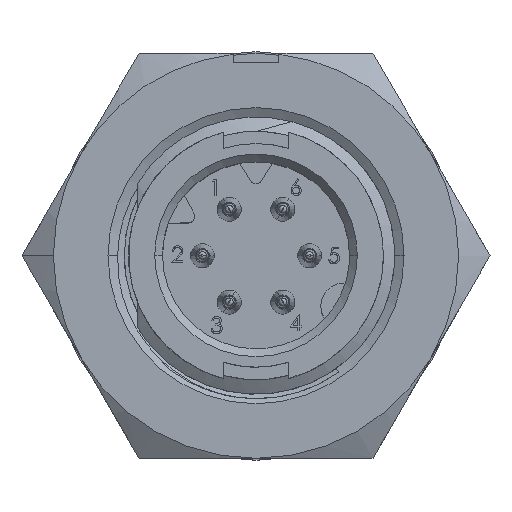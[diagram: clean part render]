
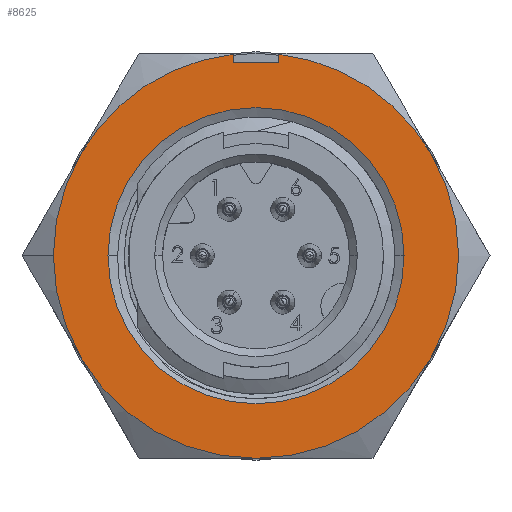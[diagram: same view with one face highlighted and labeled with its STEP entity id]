
A CAD part, top view. The second image highlights one B-rep face of the part: STEP entity #8625.
In plain terms, the highlighted planar face has unit normal (0, 0, 1).
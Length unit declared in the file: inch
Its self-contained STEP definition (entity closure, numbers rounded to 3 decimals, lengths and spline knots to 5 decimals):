
#4 = EDGE_CURVE ( 'NONE', #21245, #21349, #14673, .T. ) ;
#43 = VERTEX_POINT ( 'NONE', #16773 ) ;
#300 = AXIS2_PLACEMENT_3D ( 'NONE', #10067, #16640, #18941 ) ;
#348 = CIRCLE ( 'NONE', #21251, 0.31 ) ;
#662 = AXIS2_PLACEMENT_3D ( 'NONE', #11646, #17940, #24056 ) ;
#819 = EDGE_CURVE ( 'NONE', #6978, #5225, #13959, .T. ) ;
#833 = CARTESIAN_POINT ( 'NONE',  ( 0., 0., 0.4031 ) ) ;
#1118 = EDGE_CURVE ( 'NONE', #15452, #2083, #25717, .T. ) ;
#1308 = AXIS2_PLACEMENT_3D ( 'NONE', #3715, #8075, #10398 ) ;
#1686 = ORIENTED_EDGE ( 'NONE', *, *, #25839, .F. ) ;
#2083 = VERTEX_POINT ( 'NONE', #9538 ) ;
#2280 = DIRECTION ( 'NONE',  ( -1., 0., 0. ) ) ;
#2736 = EDGE_CURVE ( 'NONE', #43, #3950, #18658, .T. ) ;
#2985 = CARTESIAN_POINT ( 'NONE',  ( 0., 0., 0.4031 ) ) ;
#3095 = DIRECTION ( 'NONE',  ( 0., -1., 0. ) ) ;
#3223 = CARTESIAN_POINT ( 'NONE',  ( 0.2265, 0., 0.4031 ) ) ;
#3224 = CIRCLE ( 'NONE', #8020, 0.31 ) ;
#3254 = EDGE_CURVE ( 'NONE', #15693, #19791, #24448, .T. ) ;
#3610 = DIRECTION ( 'NONE',  ( -1., 0., 0. ) ) ;
#3715 = CARTESIAN_POINT ( 'NONE',  ( 0., 0., 0.4031 ) ) ;
#3845 = DIRECTION ( 'NONE',  ( 0., -1., 0. ) ) ;
#3950 = VERTEX_POINT ( 'NONE', #20562 ) ;
#4201 = CARTESIAN_POINT ( 'NONE',  ( -0.31, 0., 0.4031 ) ) ;
#4974 = ORIENTED_EDGE ( 'NONE', *, *, #2736, .F. ) ;
#5225 = VERTEX_POINT ( 'NONE', #5289 ) ;
#5286 = CARTESIAN_POINT ( 'NONE',  ( -0.26847, -0.155, 0.4031 ) ) ;
#5289 = CARTESIAN_POINT ( 'NONE',  ( -0.035, 0.30802, 0.4031 ) ) ;
#5886 = CARTESIAN_POINT ( 'NONE',  ( 0., -0.62, 0.4031 ) ) ;
#6068 = VERTEX_POINT ( 'NONE', #17809 ) ;
#6088 = EDGE_CURVE ( 'NONE', #21349, #21245, #12428, .T. ) ;
#6229 = ORIENTED_EDGE ( 'NONE', *, *, #23174, .F. ) ;
#6491 = DIRECTION ( 'NONE',  ( 0., 0., -1. ) ) ;
#6978 = VERTEX_POINT ( 'NONE', #23367 ) ;
#7754 = AXIS2_PLACEMENT_3D ( 'NONE', #10733, #6491, #2280 ) ;
#7887 = AXIS2_PLACEMENT_3D ( 'NONE', #833, #8602, #12982 ) ;
#7889 = DIRECTION ( 'NONE',  ( -1., 0., 0. ) ) ;
#8020 = AXIS2_PLACEMENT_3D ( 'NONE', #15966, #10203, #7889 ) ;
#8075 = DIRECTION ( 'NONE',  ( 0., 0., -1. ) ) ;
#8602 = DIRECTION ( 'NONE',  ( 0., 0., -1. ) ) ;
#8625 = ADVANCED_FACE ( 'NONE', ( #16152, #22270 ), #26379, .F. ) ;
#8919 = CARTESIAN_POINT ( 'NONE',  ( 0.26847, 0.155, 0.4031 ) ) ;
#9255 = DIRECTION ( 'NONE',  ( 0., 0., -1. ) ) ;
#9538 = CARTESIAN_POINT ( 'NONE',  ( 0.26847, -0.155, 0.4031 ) ) ;
#9561 = ORIENTED_EDGE ( 'NONE', *, *, #10263, .F. ) ;
#9746 = DIRECTION ( 'NONE',  ( 0., 0., -1. ) ) ;
#10049 = DIRECTION ( 'NONE',  ( 1., 0., 0. ) ) ;
#10067 = CARTESIAN_POINT ( 'NONE',  ( 0., 0., 0.4031 ) ) ;
#10096 = DIRECTION ( 'NONE',  ( -1., 0., 0. ) ) ;
#10203 = DIRECTION ( 'NONE',  ( 0., 0., -1. ) ) ;
#10263 = EDGE_CURVE ( 'NONE', #5225, #43, #21915, .T. ) ;
#10398 = DIRECTION ( 'NONE',  ( -1., 0., 0. ) ) ;
#10733 = CARTESIAN_POINT ( 'NONE',  ( 0., 0., 0.4031 ) ) ;
#11307 = VERTEX_POINT ( 'NONE', #23941 ) ;
#11452 = VECTOR ( 'NONE', #14526, 39.37008 ) ;
#11646 = CARTESIAN_POINT ( 'NONE',  ( 0., 0., 0.4031 ) ) ;
#11678 = EDGE_LOOP ( 'NONE', ( #11914, #19191 ) ) ;
#11806 = CARTESIAN_POINT ( 'NONE',  ( 0., 0., 0.4031 ) ) ;
#11914 = ORIENTED_EDGE ( 'NONE', *, *, #4, .T. ) ;
#12288 = ORIENTED_EDGE ( 'NONE', *, *, #819, .F. ) ;
#12428 = CIRCLE ( 'NONE', #662, 0.2265 ) ;
#12982 = DIRECTION ( 'NONE',  ( -1., 0., 0. ) ) ;
#13273 = AXIS2_PLACEMENT_3D ( 'NONE', #2985, #9255, #19367 ) ;
#13314 = EDGE_CURVE ( 'NONE', #19791, #6978, #15173, .T. ) ;
#13959 = CIRCLE ( 'NONE', #1308, 0.31 ) ;
#14526 = DIRECTION ( 'NONE',  ( 0., 1., 0. ) ) ;
#14673 = CIRCLE ( 'NONE', #300, 0.2265 ) ;
#14767 = EDGE_LOOP ( 'NONE', ( #1686, #6229, #4974, #9561, #12288, #18679, #23680, #20176, #15018, #26583 ) ) ;
#14930 = LINE ( 'NONE', #26941, #11452 ) ;
#15018 = ORIENTED_EDGE ( 'NONE', *, *, #17867, .F. ) ;
#15173 = CIRCLE ( 'NONE', #7754, 0.31 ) ;
#15452 = VERTEX_POINT ( 'NONE', #8919 ) ;
#15693 = VERTEX_POINT ( 'NONE', #5286 ) ;
#15966 = CARTESIAN_POINT ( 'NONE',  ( 0., 0., 0.4031 ) ) ;
#16152 = FACE_BOUND ( 'NONE', #11678, .T. ) ;
#16640 = DIRECTION ( 'NONE',  ( 0., 0., -1. ) ) ;
#16773 = CARTESIAN_POINT ( 'NONE',  ( -0.035, 0.295, 0.4031 ) ) ;
#17809 = CARTESIAN_POINT ( 'NONE',  ( 0.035, 0.30802, 0.4031 ) ) ;
#17867 = EDGE_CURVE ( 'NONE', #2083, #11307, #348, .T. ) ;
#17940 = DIRECTION ( 'NONE',  ( 0., 0., -1. ) ) ;
#18658 = LINE ( 'NONE', #22334, #26608 ) ;
#18679 = ORIENTED_EDGE ( 'NONE', *, *, #13314, .F. ) ;
#18836 = CARTESIAN_POINT ( 'NONE',  ( 0., 0., 0.4031 ) ) ;
#18941 = DIRECTION ( 'NONE',  ( -1., 0., 0. ) ) ;
#19191 = ORIENTED_EDGE ( 'NONE', *, *, #6088, .T. ) ;
#19367 = DIRECTION ( 'NONE',  ( -1., 0., 0. ) ) ;
#19791 = VERTEX_POINT ( 'NONE', #4201 ) ;
#20145 = CARTESIAN_POINT ( 'NONE',  ( -0.2265, 0., 0.4031 ) ) ;
#20176 = ORIENTED_EDGE ( 'NONE', *, *, #25773, .F. ) ;
#20480 = DIRECTION ( 'NONE',  ( 0., 0., -1. ) ) ;
#20562 = CARTESIAN_POINT ( 'NONE',  ( 0.035, 0.295, 0.4031 ) ) ;
#21245 = VERTEX_POINT ( 'NONE', #3223 ) ;
#21251 = AXIS2_PLACEMENT_3D ( 'NONE', #18836, #20480, #10096 ) ;
#21349 = VERTEX_POINT ( 'NONE', #20145 ) ;
#21915 = LINE ( 'NONE', #23697, #25456 ) ;
#22270 = FACE_OUTER_BOUND ( 'NONE', #14767, .T. ) ;
#22334 = CARTESIAN_POINT ( 'NONE',  ( -0.035, 0.295, 0.4031 ) ) ;
#23174 = EDGE_CURVE ( 'NONE', #3950, #6068, #14930, .T. ) ;
#23367 = CARTESIAN_POINT ( 'NONE',  ( -0.26847, 0.155, 0.4031 ) ) ;
#23680 = ORIENTED_EDGE ( 'NONE', *, *, #3254, .F. ) ;
#23697 = CARTESIAN_POINT ( 'NONE',  ( -0.035, 0.35188, 0.4031 ) ) ;
#23941 = CARTESIAN_POINT ( 'NONE',  ( 0., -0.31, 0.4031 ) ) ;
#24056 = DIRECTION ( 'NONE',  ( -1., 0., 0. ) ) ;
#24448 = CIRCLE ( 'NONE', #7887, 0.31 ) ;
#24457 = DIRECTION ( 'NONE',  ( 0., 0., -1. ) ) ;
#24513 = AXIS2_PLACEMENT_3D ( 'NONE', #5886, #24457, #3845 ) ;
#24732 = AXIS2_PLACEMENT_3D ( 'NONE', #11806, #9746, #3610 ) ;
#25456 = VECTOR ( 'NONE', #3095, 39.37008 ) ;
#25717 = CIRCLE ( 'NONE', #24732, 0.31 ) ;
#25773 = EDGE_CURVE ( 'NONE', #11307, #15693, #26765, .T. ) ;
#25839 = EDGE_CURVE ( 'NONE', #6068, #15452, #3224, .T. ) ;
#26379 = PLANE ( 'NONE',  #24513 ) ;
#26583 = ORIENTED_EDGE ( 'NONE', *, *, #1118, .F. ) ;
#26608 = VECTOR ( 'NONE', #10049, 39.37008 ) ;
#26765 = CIRCLE ( 'NONE', #13273, 0.31 ) ;
#26941 = CARTESIAN_POINT ( 'NONE',  ( 0.035, 0.35188, 0.4031 ) ) ;
